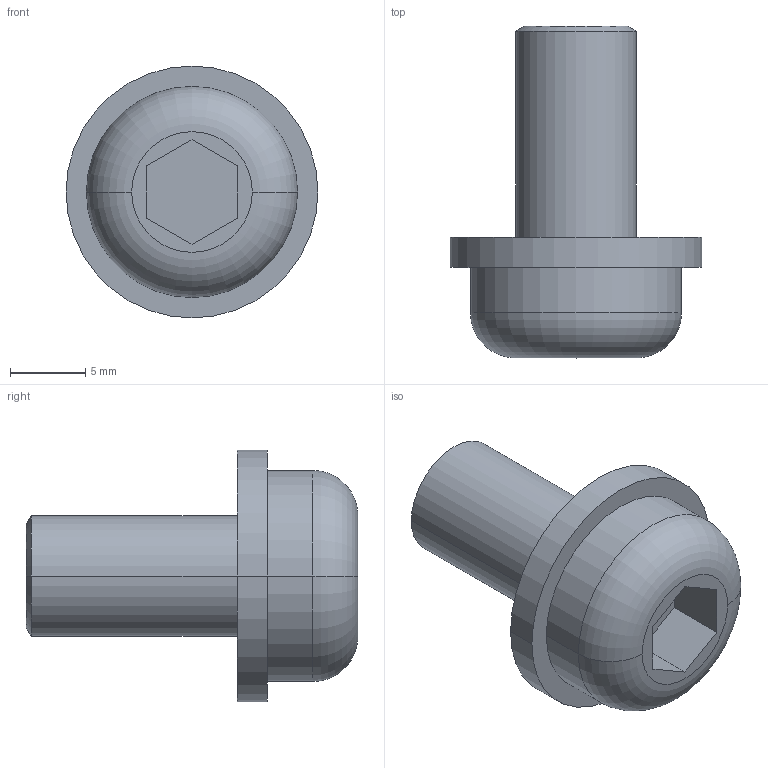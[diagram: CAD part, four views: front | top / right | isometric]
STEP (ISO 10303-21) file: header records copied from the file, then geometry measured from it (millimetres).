
FILE_DESCRIPTION(('Creo Elements/Direct Modeling STEP Export'),'2;1');
FILE_NAME('44.0513_Sperrzahnschraube_M8x14-aehnlich-DIN912.stp','2022-03-21T 8:58:25',(''),(''),'PTC Creo Elements/Direct Modeling STEP processor for AP214 (Solid Model)','PTC Creo Elements/Direct Modeling 19.0C 15-Aug-2015 (C) Parametric Technology GmbH','');
FILE_SCHEMA(('AUTOMOTIVE_DESIGN { 1 0 10303 214 1 1 1 1 }'));
Length unit declared in the file: millimetre
Products named in the file (2): Sperrzahnschraube_M8x14-aehnlich-DIN912_44.0513_PX173491
Assembly tree (1 placements, depth 2):
  Sperrzahnschraube_M8x14-aehnlich-DIN912_44.0513_PX173491
    Sperrzahnschraube_M8x14-aehnlich-DIN912_44.0513_PX173491
Bounding box: 16.7 x 22 x 16.7 mm (x, y, z)
Volume: 1861.4 mm3; surface area: 1174.7 mm2
Topology: 1 solids, 1 shells, 21 faces, 44 edges, 28 vertices
Faces by surface type: plane 11, cylinder 6, torus 2, cone 2
Entity records: 593 total; most frequent: DIRECTION 92, ORIENTED_EDGE 88, CARTESIAN_POINT 87, EDGE_CURVE 44, AXIS2_PLACEMENT_3D 33, VERTEX_POINT 28, VECTOR 26, LINE 26
